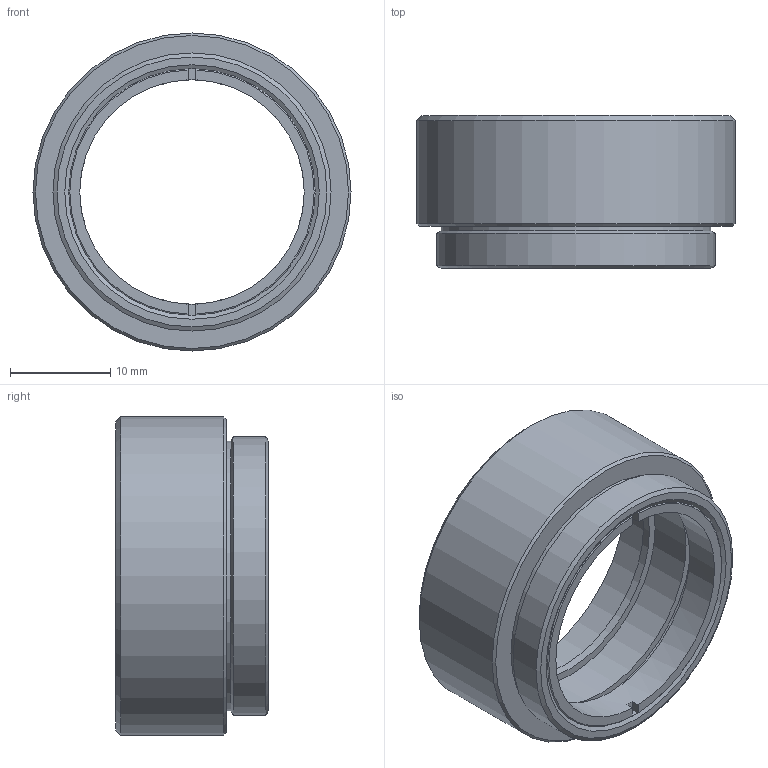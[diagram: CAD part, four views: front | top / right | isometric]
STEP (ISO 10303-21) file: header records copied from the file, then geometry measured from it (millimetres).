
FILE_DESCRIPTION((''),'2;1');
FILE_NAME('50145_0.stp','2007-06-13T07:37:55',('PODLENA'),(''),'Autodesk Inventor 11','Autodesk Inventor 11','');
FILE_SCHEMA(('AUTOMOTIVE_DESIGN { 1 0 10303 214 1 1 1 1 }'));
Length unit declared in the file: inch
Products named in the file (4): Assembly1 (LevelofDetail1); 50145; 50146; 50147
Assembly tree (3 placements, depth 3):
  Assembly1 (LevelofDetail1)
    50145
      50146
      50147
Bounding box: 31.75 x 15.24 x 31.75 mm (x, y, z)
Volume: 4001.6 mm3; surface area: 4259.3 mm2
Topology: 2 solids, 2 shells, 37 faces, 78 edges, 48 vertices
Faces by surface type: plane 15, cone 11, cylinder 11
Full cylindrical faces by diameter (mm): 22.403 x2, 24.003 x1, 24.6 x1, 25.4 x2, 26.942 x2, 27.762 x2, 31.75 x1
Entity records: 992 total; most frequent: DIRECTION 180, CARTESIAN_POINT 146, ORIENTED_EDGE 112, AXIS2_PLACEMENT_3D 80, EDGE_LOOP 64, EDGE_CURVE 56, VERTEX_POINT 46, FACE_OUTER_BOUND 37
